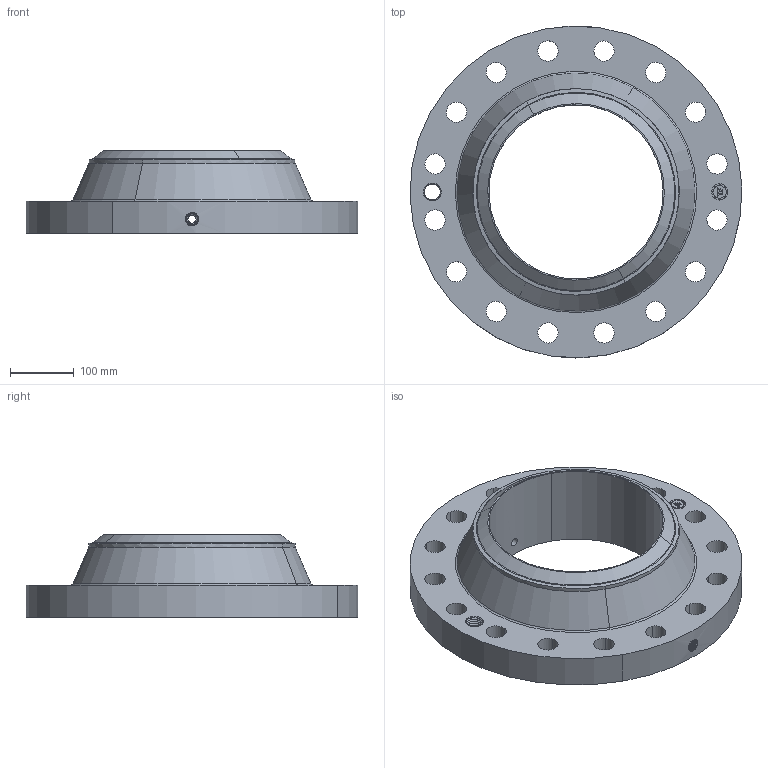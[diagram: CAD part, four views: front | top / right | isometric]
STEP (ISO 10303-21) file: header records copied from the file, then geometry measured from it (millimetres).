
FILE_DESCRIPTION(('3D STEP'),'2;1');
FILE_NAME('12-300-FF-WELD-NECK- XXH-ORIF-FLANGE.stp','2013-10-20T07:58:00+00:00',('Texas Flange'),(''),'CATIA Version 5 Release 20 SP 6 (IN-10)','CATIA V5 STEP AP214','800-826-3801');
FILE_SCHEMA(('AUTOMOTIVE_DESIGN { 1 0 10303 214 1 1 1 1 }'));
Length unit declared in the file: inch
Products named in the file (1): 12-300-FF-WELD-NECK- XXH-ORIF-FLANGE
Bounding box: 520.55 x 520.7 x 130.05 mm (x, y, z)
Volume: 9632729.2 mm3; surface area: 628573 mm2
Topology: 1 solids, 1 shells, 782 faces, 2127 edges, 1365 vertices
Faces by surface type: plane 368, bspline 248, cylinder 106, cone 52, torus 4, revolution 4
Entity records: 32655 total; most frequent: CARTESIAN_POINT 13128, ORIENTED_EDGE 4254, DIRECTION 2136, EDGE_CURVE 2127, VERTEX_POINT 1365, VECTOR 1197, LINE 1197, EDGE_LOOP 840
